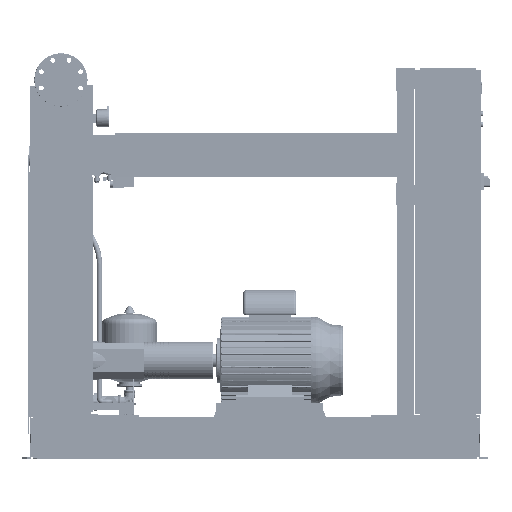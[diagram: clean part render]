
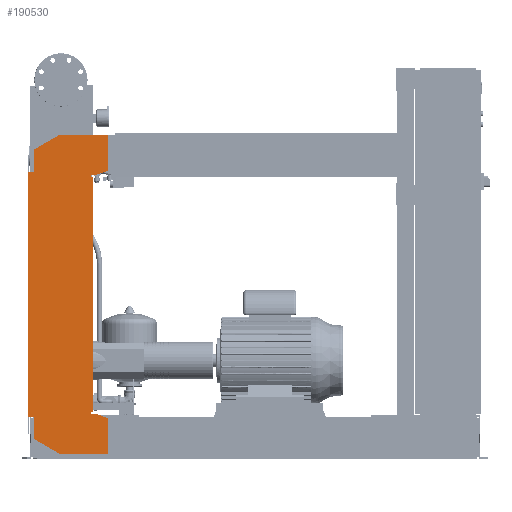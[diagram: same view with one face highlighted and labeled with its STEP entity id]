
A CAD part, front view. The second image highlights one B-rep face of the part: STEP entity #190530.
In plain terms, the highlighted free-form (B-spline) face has degree [1, 1] with [2, 2] control points.
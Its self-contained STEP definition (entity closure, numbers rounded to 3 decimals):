
#190015=CARTESIAN_POINT('',(-102.0,-565.5,1076.0));
#190016=VERTEX_POINT('',#190015);
#190023=CARTESIAN_POINT('',(-102.0,-565.5,1158.574));
#190024=VERTEX_POINT('',#190023);
#190025=CARTESIAN_POINT('',(-102.0,-565.5,1076.0));
#190026=DIRECTION('',(0.0,0.0,1.0));
#190027=VECTOR('',#190026,82.574);
#190028=LINE('',#190025,#190027);
#190029=EDGE_CURVE('',#190016,#190024,#190028,.T.);
#190047=CARTESIAN_POINT('',(-6.,-565.5,1214.0));
#190048=VERTEX_POINT('',#190047);
#190049=CARTESIAN_POINT('',(-102.0,-565.5,1158.574));
#190050=DIRECTION('',(0.866,0.0,0.5));
#190051=VECTOR('',#190050,110.851);
#190052=LINE('',#190049,#190051);
#190053=EDGE_CURVE('',#190024,#190048,#190052,.T.);
#190071=CARTESIAN_POINT('',(177.0,-565.5,1214.0));
#190072=VERTEX_POINT('',#190071);
#190073=CARTESIAN_POINT('',(-6.,-565.5,1214.0));
#190074=DIRECTION('',(1.0,0.0,0.0));
#190075=VECTOR('',#190074,183.0);
#190076=LINE('',#190073,#190075);
#190077=EDGE_CURVE('',#190048,#190072,#190076,.T.);
#190095=CARTESIAN_POINT('',(177.0,-565.5,1080.379));
#190096=VERTEX_POINT('',#190095);
#190097=CARTESIAN_POINT('',(177.0,-565.5,1214.0));
#190098=DIRECTION('',(0.0,0.0,-1.0));
#190099=VECTOR('',#190098,133.621);
#190100=LINE('',#190097,#190099);
#190101=EDGE_CURVE('',#190072,#190096,#190100,.T.);
#190119=CARTESIAN_POINT('',(132.,-565.5,1064.0));
#190120=VERTEX_POINT('',#190119);
#190121=CARTESIAN_POINT('',(177.0,-565.5,1080.379));
#190122=DIRECTION('',(-0.94,0.0,-0.342));
#190123=VECTOR('',#190122,47.888);
#190124=LINE('',#190121,#190123);
#190125=EDGE_CURVE('',#190096,#190120,#190124,.T.);
#190143=CARTESIAN_POINT('',(112.0,-565.5,1064.0));
#190144=VERTEX_POINT('',#190143);
#190145=CARTESIAN_POINT('',(132.,-565.5,1064.0));
#190146=DIRECTION('',(-1.0,0.0,0.0));
#190147=VECTOR('',#190146,20.);
#190148=LINE('',#190145,#190147);
#190149=EDGE_CURVE('',#190120,#190144,#190148,.T.);
#190167=CARTESIAN_POINT('',(112.0,-565.5,1056.0));
#190168=VERTEX_POINT('',#190167);
#190169=CARTESIAN_POINT('',(112.0,-565.5,1064.0));
#190170=DIRECTION('',(0.0,0.0,-1.0));
#190171=VECTOR('',#190170,8.0);
#190172=LINE('',#190169,#190171);
#190173=EDGE_CURVE('',#190144,#190168,#190172,.T.);
#190191=CARTESIAN_POINT('',(120.,-565.5,1056.0));
#190192=VERTEX_POINT('',#190191);
#190193=CARTESIAN_POINT('',(112.0,-565.5,1056.0));
#190194=DIRECTION('',(1.0,0.0,0.0));
#190195=VECTOR('',#190194,8.);
#190196=LINE('',#190193,#190195);
#190197=EDGE_CURVE('',#190168,#190192,#190196,.T.);
#190215=CARTESIAN_POINT('',(120.,-565.5,176.));
#190216=VERTEX_POINT('',#190215);
#190227=CARTESIAN_POINT('',(120.,-565.5,1056.0));
#190228=DIRECTION('',(0.0,0.0,-1.0));
#190229=VECTOR('',#190228,880.);
#190230=LINE('',#190227,#190229);
#190231=EDGE_CURVE('',#190192,#190216,#190230,.T.);
#190245=CARTESIAN_POINT('',(112.,-565.5,176.));
#190246=VERTEX_POINT('',#190245);
#190247=CARTESIAN_POINT('',(120.,-565.5,176.));
#190248=DIRECTION('',(-1.0,0.0,0.0));
#190249=VECTOR('',#190248,8.);
#190250=LINE('',#190247,#190249);
#190251=EDGE_CURVE('',#190216,#190246,#190250,.T.);
#190269=CARTESIAN_POINT('',(112.,-565.5,168.));
#190270=VERTEX_POINT('',#190269);
#190271=CARTESIAN_POINT('',(112.,-565.5,176.));
#190272=DIRECTION('',(0.0,0.0,-1.0));
#190273=VECTOR('',#190272,8.0);
#190274=LINE('',#190271,#190273);
#190275=EDGE_CURVE('',#190246,#190270,#190274,.T.);
#190293=CARTESIAN_POINT('',(132.,-565.5,168.));
#190294=VERTEX_POINT('',#190293);
#190295=CARTESIAN_POINT('',(112.,-565.5,168.));
#190296=DIRECTION('',(1.0,0.0,0.0));
#190297=VECTOR('',#190296,20.0);
#190298=LINE('',#190295,#190297);
#190299=EDGE_CURVE('',#190270,#190294,#190298,.T.);
#190317=CARTESIAN_POINT('',(177.,-565.5,151.621));
#190318=VERTEX_POINT('',#190317);
#190319=CARTESIAN_POINT('',(132.,-565.5,168.));
#190320=DIRECTION('',(0.94,0.0,-0.342));
#190321=VECTOR('',#190320,47.888);
#190322=LINE('',#190319,#190321);
#190323=EDGE_CURVE('',#190294,#190318,#190322,.T.);
#190341=CARTESIAN_POINT('',(177.,-565.5,18.0));
#190342=VERTEX_POINT('',#190341);
#190343=CARTESIAN_POINT('',(177.,-565.5,151.621));
#190344=DIRECTION('',(0.0,0.0,-1.0));
#190345=VECTOR('',#190344,133.621);
#190346=LINE('',#190343,#190345);
#190347=EDGE_CURVE('',#190318,#190342,#190346,.T.);
#190365=CARTESIAN_POINT('',(-4.,-565.5,18.0));
#190366=VERTEX_POINT('',#190365);
#190367=CARTESIAN_POINT('',(177.,-565.5,18.0));
#190368=DIRECTION('',(-1.0,0.0,0.0));
#190369=VECTOR('',#190368,181.);
#190370=LINE('',#190367,#190369);
#190371=EDGE_CURVE('',#190342,#190366,#190370,.T.);
#190389=CARTESIAN_POINT('',(-102.,-565.5,74.58));
#190390=VERTEX_POINT('',#190389);
#190391=CARTESIAN_POINT('',(-4.,-565.5,18.0));
#190392=DIRECTION('',(-0.866,0.0,0.5));
#190393=VECTOR('',#190392,113.161);
#190394=LINE('',#190391,#190393);
#190395=EDGE_CURVE('',#190366,#190390,#190394,.T.);
#190413=CARTESIAN_POINT('',(-102.,-565.5,156.0));
#190414=VERTEX_POINT('',#190413);
#190415=CARTESIAN_POINT('',(-102.,-565.5,74.58));
#190416=DIRECTION('',(0.0,0.0,1.0));
#190417=VECTOR('',#190416,81.42);
#190418=LINE('',#190415,#190417);
#190419=EDGE_CURVE('',#190390,#190414,#190418,.T.);
#190437=CARTESIAN_POINT('',(-122.,-565.5,156.0));
#190438=VERTEX_POINT('',#190437);
#190439=CARTESIAN_POINT('',(-102.,-565.5,156.0));
#190440=DIRECTION('',(-1.0,0.0,0.0));
#190441=VECTOR('',#190440,20.0);
#190442=LINE('',#190439,#190441);
#190443=EDGE_CURVE('',#190414,#190438,#190442,.T.);
#190461=CARTESIAN_POINT('',(-122.0,-565.5,1076.0));
#190462=VERTEX_POINT('',#190461);
#190475=CARTESIAN_POINT('',(-122.,-565.5,156.0));
#190476=DIRECTION('',(0.0,0.0,1.0));
#190477=VECTOR('',#190476,920.0);
#190478=LINE('',#190475,#190477);
#190479=EDGE_CURVE('',#190438,#190462,#190478,.T.);
#190493=CARTESIAN_POINT('',(-122.0,-565.5,1076.0));
#190494=DIRECTION('',(1.0,0.0,0.0));
#190495=VECTOR('',#190494,20.0);
#190496=LINE('',#190493,#190495);
#190497=EDGE_CURVE('',#190462,#190016,#190496,.T.);
#190503=CARTESIAN_POINT('',(-122.,-565.5,18.0));
#190504=CARTESIAN_POINT('',(177.0,-565.5,18.0));
#190505=CARTESIAN_POINT('',(-122.,-565.5,1214.0));
#190506=CARTESIAN_POINT('',(177.0,-565.5,1214.0));
#190507=B_SPLINE_SURFACE_WITH_KNOTS('',1,1,((#190503,#190505),(#190504,#190506)),.UNSPECIFIED.,.F.,.F.,.U.,(2,2),(2,2),(0.0,299.),(0.0,1196.0),.UNSPECIFIED.);
#190508=ORIENTED_EDGE('',*,*,#190497,.F.);
#190509=ORIENTED_EDGE('',*,*,#190479,.F.);
#190510=ORIENTED_EDGE('',*,*,#190443,.F.);
#190511=ORIENTED_EDGE('',*,*,#190419,.F.);
#190512=ORIENTED_EDGE('',*,*,#190395,.F.);
#190513=ORIENTED_EDGE('',*,*,#190371,.F.);
#190514=ORIENTED_EDGE('',*,*,#190347,.F.);
#190515=ORIENTED_EDGE('',*,*,#190323,.F.);
#190516=ORIENTED_EDGE('',*,*,#190299,.F.);
#190517=ORIENTED_EDGE('',*,*,#190275,.F.);
#190518=ORIENTED_EDGE('',*,*,#190251,.F.);
#190519=ORIENTED_EDGE('',*,*,#190231,.F.);
#190520=ORIENTED_EDGE('',*,*,#190197,.F.);
#190521=ORIENTED_EDGE('',*,*,#190173,.F.);
#190522=ORIENTED_EDGE('',*,*,#190149,.F.);
#190523=ORIENTED_EDGE('',*,*,#190125,.F.);
#190524=ORIENTED_EDGE('',*,*,#190101,.F.);
#190525=ORIENTED_EDGE('',*,*,#190077,.F.);
#190526=ORIENTED_EDGE('',*,*,#190053,.F.);
#190527=ORIENTED_EDGE('',*,*,#190029,.F.);
#190528=EDGE_LOOP('',(#190508,#190509,#190510,#190511,#190512,#190513,#190514,#190515,#190516,#190517,#190518,#190519,#190520,#190521,#190522,#190523,#190524,#190525,#190526,#190527));
#190529=FACE_OUTER_BOUND('',#190528,.T.);
#190530=ADVANCED_FACE('',(#190529),#190507,.T.);
